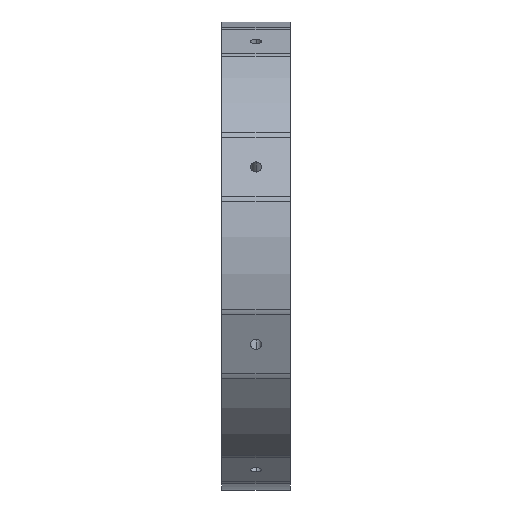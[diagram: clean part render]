
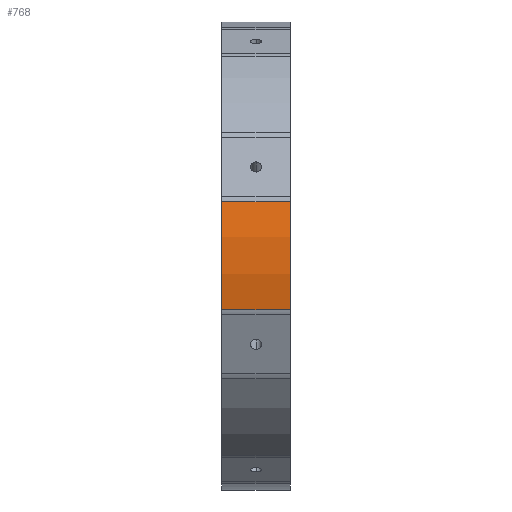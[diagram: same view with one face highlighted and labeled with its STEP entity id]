
A CAD part, left-side view. The second image highlights one B-rep face of the part: STEP entity #768.
In plain terms, the highlighted cylindrical face has radius 68 mm (diameter 136 mm), a partial arc.
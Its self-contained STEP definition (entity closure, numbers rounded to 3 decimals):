
#11 = EDGE_CURVE ( 'NONE', #579, #1894, #2674, .T. ) ;
#22 = DIRECTION ( 'NONE',  ( 0., 1., 0. ) ) ;
#108 = CYLINDRICAL_SURFACE ( 'NONE', #566, 68. ) ;
#166 = EDGE_CURVE ( 'NONE', #1790, #1054, #1764, .T. ) ;
#338 = ORIENTED_EDGE ( 'NONE', *, *, #2195, .T. ) ;
#343 = DIRECTION ( 'NONE',  ( 0., -1., 0. ) ) ;
#422 = AXIS2_PLACEMENT_3D ( 'NONE', #677, #22, #2161 ) ;
#433 = VECTOR ( 'NONE', #772, 1000. ) ;
#566 = AXIS2_PLACEMENT_3D ( 'NONE', #1456, #343, #2327 ) ;
#579 = VERTEX_POINT ( 'NONE', #1580 ) ;
#609 = DIRECTION ( 'NONE',  ( 0., 0., 1. ) ) ;
#677 = CARTESIAN_POINT ( 'NONE',  ( 0., 0., 0. ) ) ;
#768 = ADVANCED_FACE ( 'NONE', ( #2515 ), #108, .T. ) ;
#772 = DIRECTION ( 'NONE',  ( 0., -1., 0. ) ) ;
#781 = ORIENTED_EDGE ( 'NONE', *, *, #2688, .T. ) ;
#795 = AXIS2_PLACEMENT_3D ( 'NONE', #2627, #1983, #609 ) ;
#1054 = VERTEX_POINT ( 'NONE', #1368 ) ;
#1202 = CARTESIAN_POINT ( 'NONE',  ( -66.165, 20., 15.692 ) ) ;
#1368 = CARTESIAN_POINT ( 'NONE',  ( -66.165, 20., 15.692 ) ) ;
#1456 = CARTESIAN_POINT ( 'NONE',  ( 0., 20., 0. ) ) ;
#1551 = CARTESIAN_POINT ( 'NONE',  ( -66.165, 20., -15.692 ) ) ;
#1580 = CARTESIAN_POINT ( 'NONE',  ( -66.165, 0., -15.692 ) ) ;
#1589 = ORIENTED_EDGE ( 'NONE', *, *, #166, .F. ) ;
#1677 = LINE ( 'NONE', #2746, #433 ) ;
#1764 = CIRCLE ( 'NONE', #795, 68. ) ;
#1790 = VERTEX_POINT ( 'NONE', #1551 ) ;
#1894 = VERTEX_POINT ( 'NONE', #2180 ) ;
#1983 = DIRECTION ( 'NONE',  ( 0., 1., 0. ) ) ;
#2076 = DIRECTION ( 'NONE',  ( 0., 1., 0. ) ) ;
#2161 = DIRECTION ( 'NONE',  ( 0., 0., 1. ) ) ;
#2180 = CARTESIAN_POINT ( 'NONE',  ( -66.165, 0., 15.692 ) ) ;
#2195 = EDGE_CURVE ( 'NONE', #1894, #1054, #2787, .T. ) ;
#2327 = DIRECTION ( 'NONE',  ( 0., 0., -1. ) ) ;
#2515 = FACE_OUTER_BOUND ( 'NONE', #2671, .T. ) ;
#2562 = ORIENTED_EDGE ( 'NONE', *, *, #11, .T. ) ;
#2627 = CARTESIAN_POINT ( 'NONE',  ( 0., 20., 0. ) ) ;
#2671 = EDGE_LOOP ( 'NONE', ( #2562, #338, #1589, #781 ) ) ;
#2674 = CIRCLE ( 'NONE', #422, 68. ) ;
#2688 = EDGE_CURVE ( 'NONE', #1790, #579, #1677, .T. ) ;
#2746 = CARTESIAN_POINT ( 'NONE',  ( -66.165, 20., -15.692 ) ) ;
#2787 = LINE ( 'NONE', #1202, #2804 ) ;
#2804 = VECTOR ( 'NONE', #2076, 1000. ) ;
